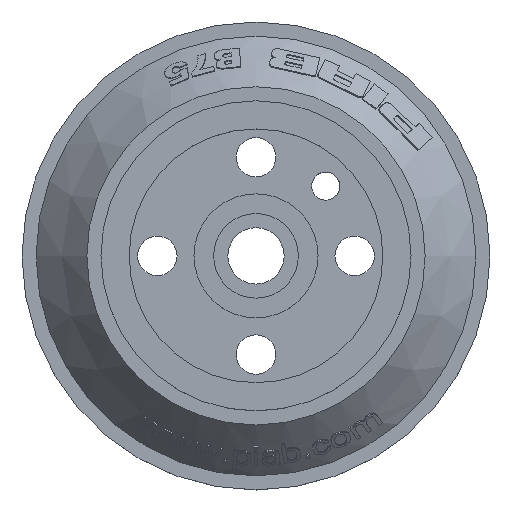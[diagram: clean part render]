
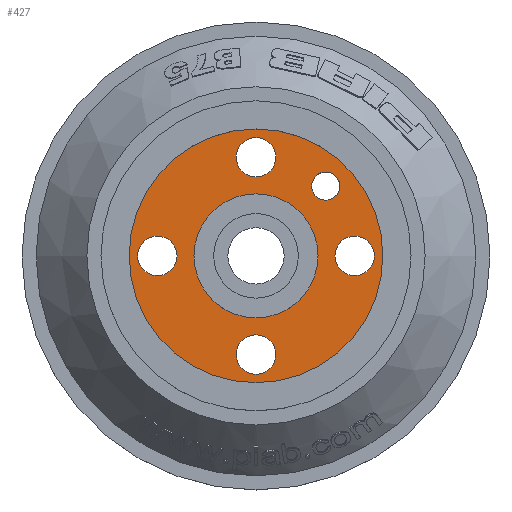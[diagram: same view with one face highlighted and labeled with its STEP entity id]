
A CAD part, top view. The second image highlights one B-rep face of the part: STEP entity #427.
In plain terms, the highlighted planar face has unit normal (0, 0, 1).
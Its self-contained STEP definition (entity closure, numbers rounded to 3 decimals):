
#427 = ADVANCED_FACE( '', ( #1222, #1223, #1224, #1225, #1226, #1227, #1228 ), #1229, .T. );
#1222 = FACE_BOUND( '', #5795, .T. );
#1223 = FACE_BOUND( '', #5796, .T. );
#1224 = FACE_BOUND( '', #5797, .T. );
#1225 = FACE_OUTER_BOUND( '', #5798, .T. );
#1226 = FACE_BOUND( '', #5799, .T. );
#1227 = FACE_BOUND( '', #5800, .T. );
#1228 = FACE_BOUND( '', #5801, .T. );
#1229 = PLANE( '', #5802 );
#5795 = EDGE_LOOP( '', ( #7865 ) );
#5796 = EDGE_LOOP( '', ( #7866 ) );
#5797 = EDGE_LOOP( '', ( #7867 ) );
#5798 = EDGE_LOOP( '', ( #7868 ) );
#5799 = EDGE_LOOP( '', ( #7869 ) );
#5800 = EDGE_LOOP( '', ( #7870 ) );
#5801 = EDGE_LOOP( '', ( #7871 ) );
#5802 = AXIS2_PLACEMENT_3D( '', #7872, #7873, #7874 );
#7865 = ORIENTED_EDGE( '', *, *, #8808, .T. );
#7866 = ORIENTED_EDGE( '', *, *, #8829, .T. );
#7867 = ORIENTED_EDGE( '', *, *, #8812, .T. );
#7868 = ORIENTED_EDGE( '', *, *, #8830, .F. );
#7869 = ORIENTED_EDGE( '', *, *, #8810, .T. );
#7870 = ORIENTED_EDGE( '', *, *, #8805, .T. );
#7871 = ORIENTED_EDGE( '', *, *, #8806, .T. );
#7872 = CARTESIAN_POINT( '', ( 0., 25., 32.3 ) );
#7873 = DIRECTION( '', ( 0., 0., 1. ) );
#7874 = DIRECTION( '', ( 1., 0., 0. ) );
#8805 = EDGE_CURVE( '', #10282, #10282, #10283, .T. );
#8806 = EDGE_CURVE( '', #10284, #10284, #10285, .T. );
#8808 = EDGE_CURVE( '', #10288, #10288, #10289, .T. );
#8810 = EDGE_CURVE( '', #10292, #10292, #10293, .T. );
#8812 = EDGE_CURVE( '', #10296, #10296, #10297, .T. );
#8829 = EDGE_CURVE( '', #10328, #10328, #10329, .T. );
#8830 = EDGE_CURVE( '', #10330, #10330, #10331, .T. );
#10282 = VERTEX_POINT( '', #15903 );
#10283 = CIRCLE( '', #15904, 2.5 );
#10284 = VERTEX_POINT( '', #15905 );
#10285 = CIRCLE( '', #15906, 3.5 );
#10288 = VERTEX_POINT( '', #15909 );
#10289 = CIRCLE( '', #15910, 3.5 );
#10292 = VERTEX_POINT( '', #15913 );
#10293 = CIRCLE( '', #15914, 3.5 );
#10296 = VERTEX_POINT( '', #15917 );
#10297 = CIRCLE( '', #15918, 3.5 );
#10328 = VERTEX_POINT( '', #15949 );
#10329 = CIRCLE( '', #15950, 10. );
#10330 = VERTEX_POINT( '', #15951 );
#10331 = CIRCLE( '', #15952, 25. );
#15903 = CARTESIAN_POINT( '', ( 14.874, 12.374, 32.3 ) );
#15904 = AXIS2_PLACEMENT_3D( '', #16430, #16431, #16432 );
#15905 = CARTESIAN_POINT( '', ( 3.5, 17.5, 32.3 ) );
#15906 = AXIS2_PLACEMENT_3D( '', #16433, #16434, #16435 );
#15909 = CARTESIAN_POINT( '', ( -14., 0., 32.3 ) );
#15910 = AXIS2_PLACEMENT_3D( '', #16439, #16440, #16441 );
#15913 = CARTESIAN_POINT( '', ( 3.5, -17.5, 32.3 ) );
#15914 = AXIS2_PLACEMENT_3D( '', #16445, #16446, #16447 );
#15917 = CARTESIAN_POINT( '', ( 21., 0., 32.3 ) );
#15918 = AXIS2_PLACEMENT_3D( '', #16451, #16452, #16453 );
#15949 = CARTESIAN_POINT( '', ( -10., 0., 32.3 ) );
#15950 = AXIS2_PLACEMENT_3D( '', #16502, #16503, #16504 );
#15951 = CARTESIAN_POINT( '', ( -25., 0., 32.3 ) );
#15952 = AXIS2_PLACEMENT_3D( '', #16505, #16506, #16507 );
#16430 = CARTESIAN_POINT( '', ( 12.374, 12.374, 32.3 ) );
#16431 = DIRECTION( '', ( 0., 0., -1. ) );
#16432 = DIRECTION( '', ( 1., 0., 0. ) );
#16433 = CARTESIAN_POINT( '', ( 0., 17.5, 32.3 ) );
#16434 = DIRECTION( '', ( 0., 0., -1. ) );
#16435 = DIRECTION( '', ( 1., 0., 0. ) );
#16439 = CARTESIAN_POINT( '', ( -17.5, 0., 32.3 ) );
#16440 = DIRECTION( '', ( 0., 0., -1. ) );
#16441 = DIRECTION( '', ( 1., 0., 0. ) );
#16445 = CARTESIAN_POINT( '', ( 0., -17.5, 32.3 ) );
#16446 = DIRECTION( '', ( 0., 0., -1. ) );
#16447 = DIRECTION( '', ( 1., 0., 0. ) );
#16451 = CARTESIAN_POINT( '', ( 17.5, 0., 32.3 ) );
#16452 = DIRECTION( '', ( 0., 0., -1. ) );
#16453 = DIRECTION( '', ( 1., 0., 0. ) );
#16502 = CARTESIAN_POINT( '', ( 0., 0., 32.3 ) );
#16503 = DIRECTION( '', ( 0., 0., -1. ) );
#16504 = DIRECTION( '', ( -1., 0., 0. ) );
#16505 = CARTESIAN_POINT( '', ( 0., 0., 32.3 ) );
#16506 = DIRECTION( '', ( 0., 0., -1. ) );
#16507 = DIRECTION( '', ( -1., 0., 0. ) );
